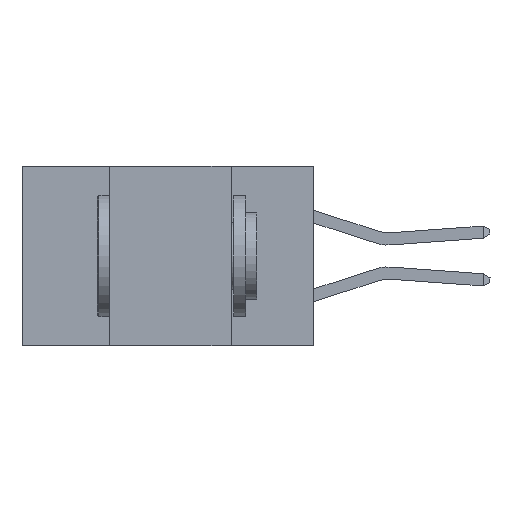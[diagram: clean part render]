
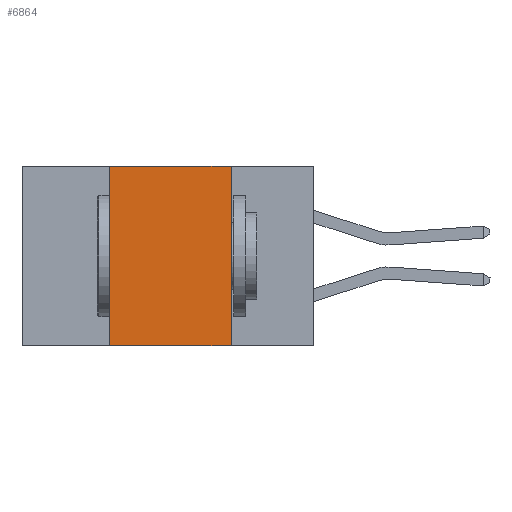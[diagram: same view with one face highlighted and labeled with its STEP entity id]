
A CAD part, left-side view. The second image highlights one B-rep face of the part: STEP entity #6864.
In plain terms, the highlighted planar face has unit normal (-1, 0, 0).
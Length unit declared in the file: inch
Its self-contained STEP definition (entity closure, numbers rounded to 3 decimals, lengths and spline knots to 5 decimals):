
#521 = VECTOR ( 'NONE', #9866, 39.37008 ) ;
#598 = EDGE_CURVE ( 'NONE', #5921, #1032, #7159, .T. ) ;
#780 = VERTEX_POINT ( 'NONE', #10492 ) ;
#992 = AXIS2_PLACEMENT_3D ( 'NONE', #11733, #12652, #6779 ) ;
#1032 = VERTEX_POINT ( 'NONE', #3025 ) ;
#1301 = VECTOR ( 'NONE', #4006, 39.37008 ) ;
#1972 = EDGE_CURVE ( 'NONE', #780, #5878, #12059, .T. ) ;
#2621 = PLANE ( 'NONE',  #992 ) ;
#3025 = CARTESIAN_POINT ( 'NONE',  ( 0., 0.42, 0. ) ) ;
#4006 = DIRECTION ( 'NONE',  ( 0., 0., -1. ) ) ;
#4635 = CARTESIAN_POINT ( 'NONE',  ( 0., 0.42, 0. ) ) ;
#5471 = FACE_OUTER_BOUND ( 'NONE', #5585, .T. ) ;
#5531 = CARTESIAN_POINT ( 'NONE',  ( 0., 0.17, 0. ) ) ;
#5585 = EDGE_LOOP ( 'NONE', ( #5673, #5941, #7708, #7450 ) ) ;
#5671 = EDGE_CURVE ( 'NONE', #5921, #5878, #5992, .T. ) ;
#5673 = ORIENTED_EDGE ( 'NONE', *, *, #1972, .F. ) ;
#5878 = VERTEX_POINT ( 'NONE', #10352 ) ;
#5921 = VERTEX_POINT ( 'NONE', #9454 ) ;
#5941 = ORIENTED_EDGE ( 'NONE', *, *, #9805, .F. ) ;
#5992 = LINE ( 'NONE', #12676, #521 ) ;
#6779 = DIRECTION ( 'NONE',  ( 0., 0., -1. ) ) ;
#6864 = ADVANCED_FACE ( 'NONE', ( #5471 ), #2621, .F. ) ;
#7159 = LINE ( 'NONE', #4635, #12092 ) ;
#7450 = ORIENTED_EDGE ( 'NONE', *, *, #5671, .T. ) ;
#7708 = ORIENTED_EDGE ( 'NONE', *, *, #598, .F. ) ;
#9047 = DIRECTION ( 'NONE',  ( 0., -1., 0. ) ) ;
#9316 = VECTOR ( 'NONE', #9047, 39.37008 ) ;
#9454 = CARTESIAN_POINT ( 'NONE',  ( 0., 0.42, -0.37 ) ) ;
#9805 = EDGE_CURVE ( 'NONE', #1032, #780, #11858, .T. ) ;
#9823 = DIRECTION ( 'NONE',  ( 0., 0., 1. ) ) ;
#9866 = DIRECTION ( 'NONE',  ( 0., -1., 0. ) ) ;
#10352 = CARTESIAN_POINT ( 'NONE',  ( 0., 0.17, -0.37 ) ) ;
#10492 = CARTESIAN_POINT ( 'NONE',  ( 0., 0.17, 0. ) ) ;
#11733 = CARTESIAN_POINT ( 'NONE',  ( 0., 0.6, 0. ) ) ;
#11858 = LINE ( 'NONE', #11903, #9316 ) ;
#11903 = CARTESIAN_POINT ( 'NONE',  ( 0., 0.6, 0. ) ) ;
#12059 = LINE ( 'NONE', #5531, #1301 ) ;
#12092 = VECTOR ( 'NONE', #9823, 39.37008 ) ;
#12652 = DIRECTION ( 'NONE',  ( 1., 0., 0. ) ) ;
#12676 = CARTESIAN_POINT ( 'NONE',  ( 0., 0.6, -0.37 ) ) ;
